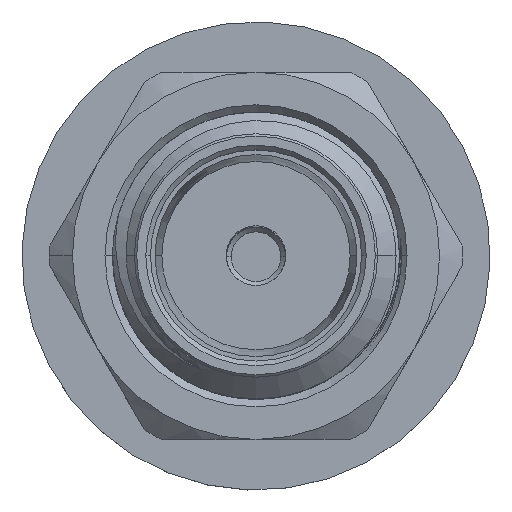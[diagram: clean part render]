
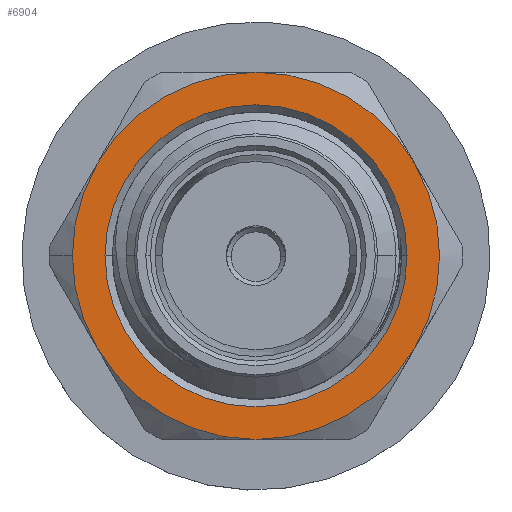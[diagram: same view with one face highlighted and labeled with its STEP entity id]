
A CAD part, top view. The second image highlights one B-rep face of the part: STEP entity #6904.
In plain terms, the highlighted planar face has unit normal (0, 0, 1).
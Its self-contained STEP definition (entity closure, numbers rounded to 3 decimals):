
#521 = CIRCLE ( 'NONE', #8973, 4. ) ;
#790 = ORIENTED_EDGE ( 'NONE', *, *, #2110, .F. ) ;
#818 = CARTESIAN_POINT ( 'NONE',  ( 0., 0., 10.5 ) ) ;
#1064 = EDGE_CURVE ( 'NONE', #3504, #6135, #4846, .T. ) ;
#1144 = AXIS2_PLACEMENT_3D ( 'NONE', #818, #11806, #11125 ) ;
#1265 = VERTEX_POINT ( 'NONE', #5240 ) ;
#1318 = VERTEX_POINT ( 'NONE', #11152 ) ;
#1381 = DIRECTION ( 'NONE',  ( -1., 0., 0. ) ) ;
#1418 = CARTESIAN_POINT ( 'NONE',  ( 0., 0., 10.5 ) ) ;
#1541 = ORIENTED_EDGE ( 'NONE', *, *, #10119, .F. ) ;
#1896 = EDGE_CURVE ( 'NONE', #1265, #5740, #8134, .T. ) ;
#1995 = VERTEX_POINT ( 'NONE', #5587 ) ;
#2046 = FACE_BOUND ( 'NONE', #2213, .T. ) ;
#2094 = CARTESIAN_POINT ( 'NONE',  ( 0., 0., 10.5 ) ) ;
#2110 = EDGE_CURVE ( 'NONE', #1995, #8388, #7950, .T. ) ;
#2213 = EDGE_LOOP ( 'NONE', ( #11472, #7213 ) ) ;
#2651 = AXIS2_PLACEMENT_3D ( 'NONE', #9546, #5824, #11393 ) ;
#2747 = CARTESIAN_POINT ( 'NONE',  ( -3.464, 2., 10.5 ) ) ;
#3247 = ORIENTED_EDGE ( 'NONE', *, *, #9676, .F. ) ;
#3346 = PLANE ( 'NONE',  #7828 ) ;
#3504 = VERTEX_POINT ( 'NONE', #6195 ) ;
#3664 = AXIS2_PLACEMENT_3D ( 'NONE', #5060, #4249, #5112 ) ;
#3687 = ORIENTED_EDGE ( 'NONE', *, *, #1064, .F. ) ;
#3716 = CIRCLE ( 'NONE', #1144, 4. ) ;
#3772 = DIRECTION ( 'NONE',  ( 0., 0., -1. ) ) ;
#3845 = AXIS2_PLACEMENT_3D ( 'NONE', #6329, #7137, #9040 ) ;
#3868 = ORIENTED_EDGE ( 'NONE', *, *, #7451, .F. ) ;
#3919 = VERTEX_POINT ( 'NONE', #6783 ) ;
#4249 = DIRECTION ( 'NONE',  ( 0., 0., -1. ) ) ;
#4438 = CIRCLE ( 'NONE', #3845, 4. ) ;
#4518 = CARTESIAN_POINT ( 'NONE',  ( 0., 4., 10.5 ) ) ;
#4681 = ORIENTED_EDGE ( 'NONE', *, *, #7628, .F. ) ;
#4702 = CIRCLE ( 'NONE', #6846, 4. ) ;
#4846 = CIRCLE ( 'NONE', #3664, 4. ) ;
#4962 = CARTESIAN_POINT ( 'NONE',  ( 0., 0., 10.5 ) ) ;
#5037 = DIRECTION ( 'NONE',  ( 0., 0., -1. ) ) ;
#5060 = CARTESIAN_POINT ( 'NONE',  ( 0., 0., 10.5 ) ) ;
#5112 = DIRECTION ( 'NONE',  ( -1., 0., 0. ) ) ;
#5194 = DIRECTION ( 'NONE',  ( 1., 0., 0. ) ) ;
#5240 = CARTESIAN_POINT ( 'NONE',  ( 3.29, 0., 10.5 ) ) ;
#5461 = VERTEX_POINT ( 'NONE', #4518 ) ;
#5587 = CARTESIAN_POINT ( 'NONE',  ( -4., 0., 10.5 ) ) ;
#5740 = VERTEX_POINT ( 'NONE', #6219 ) ;
#5824 = DIRECTION ( 'NONE',  ( 0., 0., -1. ) ) ;
#6089 = CARTESIAN_POINT ( 'NONE',  ( 0., 0., 10.5 ) ) ;
#6135 = VERTEX_POINT ( 'NONE', #6671 ) ;
#6195 = CARTESIAN_POINT ( 'NONE',  ( 0., -4., 10.5 ) ) ;
#6219 = CARTESIAN_POINT ( 'NONE',  ( -3.29, 0., 10.5 ) ) ;
#6329 = CARTESIAN_POINT ( 'NONE',  ( 0., 0., 10.5 ) ) ;
#6671 = CARTESIAN_POINT ( 'NONE',  ( -3.464, -2., 10.5 ) ) ;
#6783 = CARTESIAN_POINT ( 'NONE',  ( 3.464, 2., 10.5 ) ) ;
#6846 = AXIS2_PLACEMENT_3D ( 'NONE', #7059, #5037, #1381 ) ;
#6904 = ADVANCED_FACE ( 'NONE', ( #2046, #8027 ), #3346, .T. ) ;
#7059 = CARTESIAN_POINT ( 'NONE',  ( 0., 0., 10.5 ) ) ;
#7137 = DIRECTION ( 'NONE',  ( 0., 0., -1. ) ) ;
#7213 = ORIENTED_EDGE ( 'NONE', *, *, #11535, .T. ) ;
#7451 = EDGE_CURVE ( 'NONE', #6135, #1995, #8420, .T. ) ;
#7492 = EDGE_CURVE ( 'NONE', #5461, #3919, #4702, .T. ) ;
#7628 = EDGE_CURVE ( 'NONE', #1318, #3504, #3716, .T. ) ;
#7828 = AXIS2_PLACEMENT_3D ( 'NONE', #1418, #11968, #5194 ) ;
#7950 = CIRCLE ( 'NONE', #2651, 4. ) ;
#8017 = DIRECTION ( 'NONE',  ( 0., 0., -1. ) ) ;
#8027 = FACE_OUTER_BOUND ( 'NONE', #10482, .T. ) ;
#8134 = CIRCLE ( 'NONE', #10506, 3.29 ) ;
#8388 = VERTEX_POINT ( 'NONE', #2747 ) ;
#8420 = CIRCLE ( 'NONE', #9426, 4. ) ;
#8669 = DIRECTION ( 'NONE',  ( 0., 0., -1. ) ) ;
#8705 = DIRECTION ( 'NONE',  ( 0., 0., -1. ) ) ;
#8892 = DIRECTION ( 'NONE',  ( -1., 0., 0. ) ) ;
#8915 = CIRCLE ( 'NONE', #11087, 3.29 ) ;
#8973 = AXIS2_PLACEMENT_3D ( 'NONE', #9215, #3772, #10260 ) ;
#9040 = DIRECTION ( 'NONE',  ( -1., 0., 0. ) ) ;
#9215 = CARTESIAN_POINT ( 'NONE',  ( 0., 0., 10.5 ) ) ;
#9426 = AXIS2_PLACEMENT_3D ( 'NONE', #4962, #8705, #8892 ) ;
#9546 = CARTESIAN_POINT ( 'NONE',  ( 0., 0., 10.5 ) ) ;
#9661 = ORIENTED_EDGE ( 'NONE', *, *, #7492, .F. ) ;
#9676 = EDGE_CURVE ( 'NONE', #3919, #1318, #4438, .T. ) ;
#10119 = EDGE_CURVE ( 'NONE', #8388, #5461, #521, .T. ) ;
#10260 = DIRECTION ( 'NONE',  ( -1., 0., 0. ) ) ;
#10473 = DIRECTION ( 'NONE',  ( 1., 0., 0. ) ) ;
#10482 = EDGE_LOOP ( 'NONE', ( #4681, #3247, #9661, #1541, #790, #3868, #3687 ) ) ;
#10506 = AXIS2_PLACEMENT_3D ( 'NONE', #2094, #8669, #10473 ) ;
#11087 = AXIS2_PLACEMENT_3D ( 'NONE', #6089, #8017, #11783 ) ;
#11125 = DIRECTION ( 'NONE',  ( -1., 0., 0. ) ) ;
#11152 = CARTESIAN_POINT ( 'NONE',  ( 3.464, -2., 10.5 ) ) ;
#11393 = DIRECTION ( 'NONE',  ( -1., 0., 0. ) ) ;
#11472 = ORIENTED_EDGE ( 'NONE', *, *, #1896, .T. ) ;
#11535 = EDGE_CURVE ( 'NONE', #5740, #1265, #8915, .T. ) ;
#11783 = DIRECTION ( 'NONE',  ( 1., 0., 0. ) ) ;
#11806 = DIRECTION ( 'NONE',  ( 0., 0., -1. ) ) ;
#11968 = DIRECTION ( 'NONE',  ( 0., 0., 1. ) ) ;
